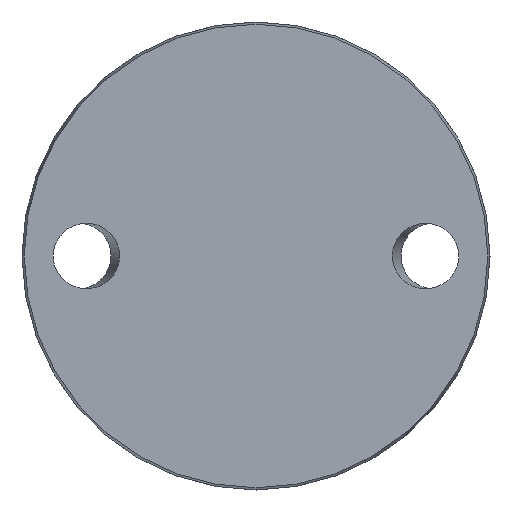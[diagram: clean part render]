
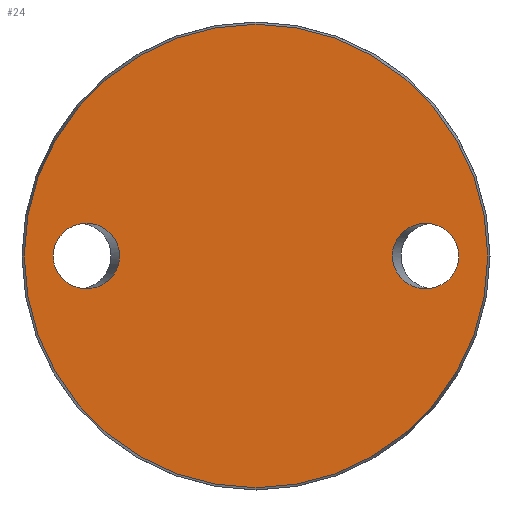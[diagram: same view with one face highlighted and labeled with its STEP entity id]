
A CAD part, front view. The second image highlights one B-rep face of the part: STEP entity #24.
In plain terms, the highlighted planar face has unit normal (0, -1, 0).
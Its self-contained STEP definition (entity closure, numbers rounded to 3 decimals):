
#6 = CARTESIAN_POINT ( 'NONE',  ( -51.115, 0., 0. ) ) ;
#24 = ADVANCED_FACE ( 'NONE', ( #110, #419, #721 ), #37, .F. ) ;
#37 = PLANE ( 'NONE',  #983 ) ;
#59 = CARTESIAN_POINT ( 'NONE',  ( -34.385, 0., -16.5 ) ) ;
#103 = DIRECTION ( 'NONE',  ( 0., 0., -1. ) ) ;
#108 = VERTEX_POINT ( 'NONE', #867 ) ;
#110 = FACE_BOUND ( 'NONE', #925, .T. ) ;
#145 = CARTESIAN_POINT ( 'NONE',  ( -51.115, 0., 16.5 ) ) ;
#225 = CARTESIAN_POINT ( 'NONE',  ( 51.115, 0., 16.5 ) ) ;
#259 = EDGE_LOOP ( 'NONE', ( #963 ) ) ;
#262 = DIRECTION ( 'NONE',  ( 0., -1., 0. ) ) ;
#295 = CARTESIAN_POINT ( 'NONE',  ( -34.385, 0., 16.5 ) ) ;
#332 = CIRCLE ( 'NONE', #728, 58.425 ) ;
#355 = CARTESIAN_POINT ( 'NONE',  ( -58.425, 0., 0. ) ) ;
#365 = CARTESIAN_POINT ( 'NONE',  ( 34.385, 0., 16.5 ) ) ;
#419 = FACE_BOUND ( 'NONE', #638, .T. ) ;
#432 = DIRECTION ( 'NONE',  ( 0., 0., 1. ) ) ;
#445 = CARTESIAN_POINT ( 'NONE',  ( 0., 0., -58.425 ) ) ;
#450 = CARTESIAN_POINT ( 'NONE',  ( -34.385, 0., 0. ) ) ;
#524 = CARTESIAN_POINT ( 'NONE',  ( -51.115, 0., 0. ) ) ;
#591 = CARTESIAN_POINT ( 'NONE',  ( -51.115, 0., 0. ) ) ;
#624 = CARTESIAN_POINT ( 'NONE',  ( 0., 0., 0. ) ) ;
#625 = EDGE_CURVE ( 'NONE', #635, #635, #712, .T. ) ;
#635 = VERTEX_POINT ( 'NONE', #6 ) ;
#638 = EDGE_LOOP ( 'NONE', ( #738 ) ) ;
#662 = CARTESIAN_POINT ( 'NONE',  ( 34.385, 0., 0. ) ) ;
#694 = EDGE_CURVE ( 'NONE', #108, #108, #852, .T. ) ;
#712 =( BOUNDED_CURVE ( )  B_SPLINE_CURVE ( 3, ( #524, #145, #295, #450, #59, #754, #591 ),
 .UNSPECIFIED., .T., .F. ) 
 B_SPLINE_CURVE_WITH_KNOTS ( ( 4, 3, 4 ),
 ( 0., 3.142, 6.283 ),
 .UNSPECIFIED. ) 
 CURVE ( )  GEOMETRIC_REPRESENTATION_ITEM ( )  RATIONAL_B_SPLINE_CURVE ( ( 1., 0.333, 0.333, 1., 0.333, 0.333, 1. ) ) 
 REPRESENTATION_ITEM ( '' )  );
#721 = FACE_OUTER_BOUND ( 'NONE', #259, .T. ) ;
#728 = AXIS2_PLACEMENT_3D ( 'NONE', #624, #262, #103 ) ;
#738 = ORIENTED_EDGE ( 'NONE', *, *, #694, .F. ) ;
#739 = CARTESIAN_POINT ( 'NONE',  ( 34.385, 0., -16.5 ) ) ;
#754 = CARTESIAN_POINT ( 'NONE',  ( -51.115, 0., -16.5 ) ) ;
#833 = ORIENTED_EDGE ( 'NONE', *, *, #625, .T. ) ;
#852 =( BOUNDED_CURVE ( )  B_SPLINE_CURVE ( 3, ( #982, #739, #964, #913, #225, #365, #662 ),
 .UNSPECIFIED., .T., .T. ) 
 B_SPLINE_CURVE_WITH_KNOTS ( ( 4, 3, 4 ),
 ( 0., 3.142, 6.283 ),
 .UNSPECIFIED. ) 
 CURVE ( )  GEOMETRIC_REPRESENTATION_ITEM ( )  RATIONAL_B_SPLINE_CURVE ( ( 1., 0.333, 0.333, 1., 0.333, 0.333, 1. ) ) 
 REPRESENTATION_ITEM ( '' )  );
#867 = CARTESIAN_POINT ( 'NONE',  ( 34.385, 0., 0. ) ) ;
#873 = VERTEX_POINT ( 'NONE', #445 ) ;
#913 = CARTESIAN_POINT ( 'NONE',  ( 51.115, 0., 0. ) ) ;
#925 = EDGE_LOOP ( 'NONE', ( #833 ) ) ;
#963 = ORIENTED_EDGE ( 'NONE', *, *, #981, .T. ) ;
#964 = CARTESIAN_POINT ( 'NONE',  ( 51.115, 0., -16.5 ) ) ;
#981 = EDGE_CURVE ( 'NONE', #873, #873, #332, .T. ) ;
#982 = CARTESIAN_POINT ( 'NONE',  ( 34.385, 0., 0. ) ) ;
#983 = AXIS2_PLACEMENT_3D ( 'NONE', #355, #984, #432 ) ;
#984 = DIRECTION ( 'NONE',  ( 0., 1., 0. ) ) ;
